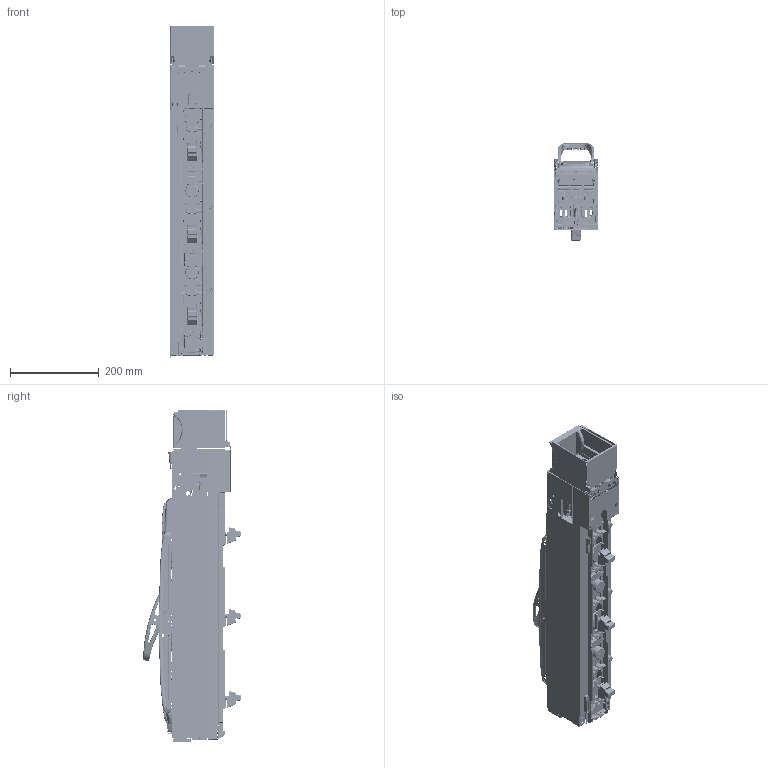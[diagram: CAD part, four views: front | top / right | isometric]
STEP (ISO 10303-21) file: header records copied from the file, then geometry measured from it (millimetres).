
FILE_DESCRIPTION((''),'2;1');
FILE_NAME('ZLBM3-3P-Z-V','2021-08-16T14:51:26',('FIKASAV3'),(''),'CREO PARAMETRIC BY PTC INC, 2020184','CREO PARAMETRIC BY PTC INC, 2020184','');
FILE_SCHEMA(('AUTOMOTIVE_DESIGN { 1 0 10303 214 1 1 1 1 }'));
Products named in the file (1): ZLBM3-3P-Z-V
Bounding box: 99 x 220.76 x 749.34 mm (x, y, z)
Volume: 4391648.7 mm3; surface area: 1210470.1 mm2
Topology: 1 solids, 1118 shells, 4235 faces, 35927 edges, 32317 vertices
Faces by surface type: plane 2498, cylinder 969, bspline 347, torus 197, cone 164, extrusion 32, sphere 28
Entity records: 622375 total; most frequent: CARTESIAN_POINT 365648, ORIENTED_EDGE 40579, DIRECTION 36740, EDGE_CURVE 35865, VERTEX_POINT 32311, VECTOR 18843, LINE 18811, B_SPLINE_CURVE_WITH_KNOTS 12006
